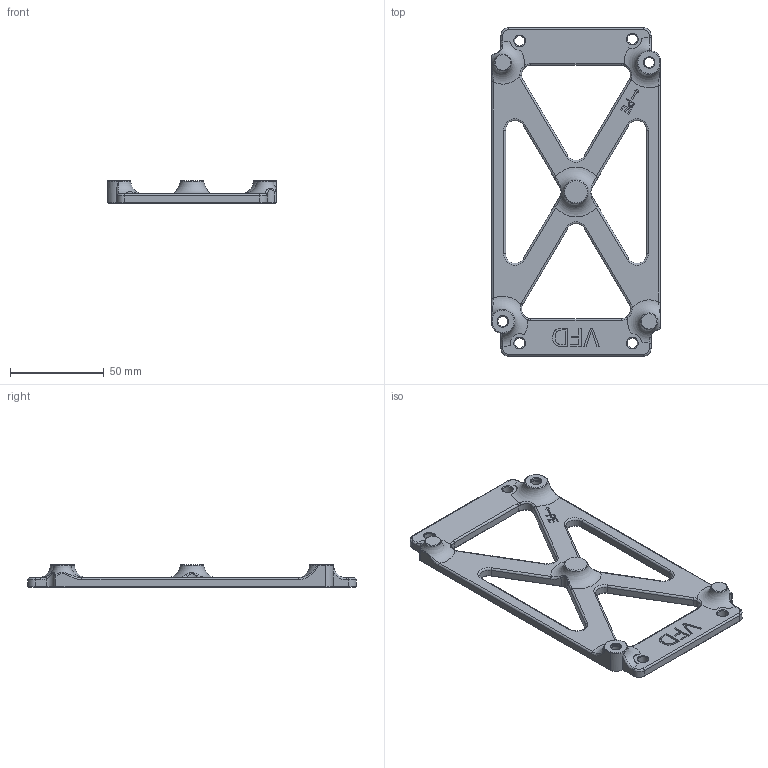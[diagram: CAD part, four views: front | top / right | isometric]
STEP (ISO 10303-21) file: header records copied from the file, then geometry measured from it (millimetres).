
FILE_DESCRIPTION(/* description */ (''),/* implementation_level */ '2;1');
FILE_NAME(/* name */ 'VFD Mount 110v.step',/* time_stamp */ '2024-04-01T07:46:49-04:00',/* author */ (''),/* organization */ (''),/* preprocessor_version */ 'ST-DEVELOPER v20',/* originating_system */ 'Autodesk Translation Framework v12.20.1.177',/* authorisation */ '');
FILE_SCHEMA (('AUTOMOTIVE_DESIGN { 1 0 10303 214 3 1 1 }'));
Length unit declared in the file: millimetre
Products named in the file (1): VFD Mount 110v
Bounding box: 90 x 175 x 12 mm (x, y, z)
Volume: 48994.5 mm3; surface area: 25014.8 mm2
Topology: 1 solids, 1 shells, 299 faces, 739 edges, 447 vertices
Faces by surface type: plane 147, cylinder 56, cone 36, torus 31, bspline 27, sphere 2
Full cylindrical faces by diameter (mm): 5.4 x6, 6.45 x2
Entity records: 9926 total; most frequent: CARTESIAN_POINT 2841, ORIENTED_EDGE 1478, DIRECTION 1461, EDGE_CURVE 739, AXIS2_PLACEMENT_3D 523, VERTEX_POINT 447, LINE 415, VECTOR 415
